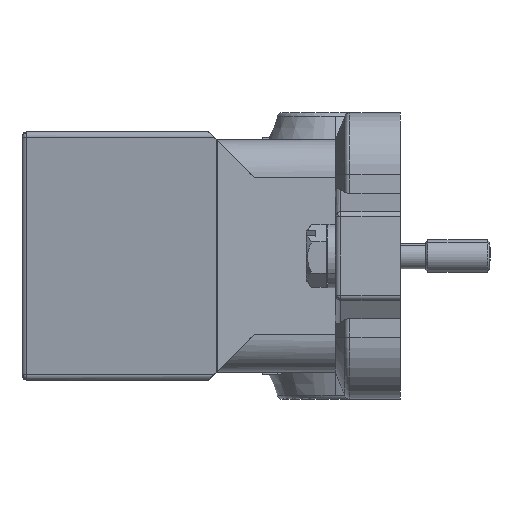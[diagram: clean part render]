
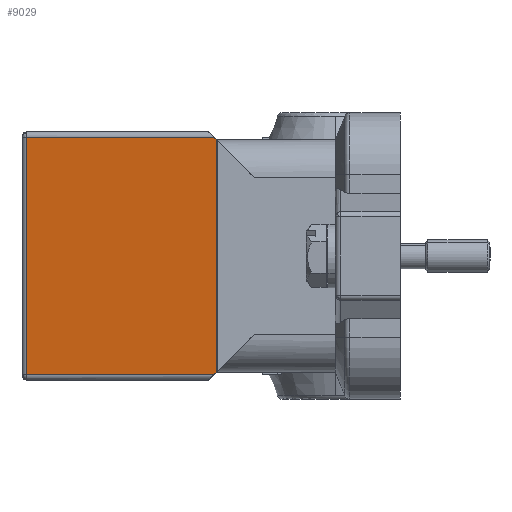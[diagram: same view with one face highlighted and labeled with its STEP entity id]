
A CAD part, left-side view. The second image highlights one B-rep face of the part: STEP entity #9029.
In plain terms, the highlighted planar face has unit normal (-0.985, 0.174, 0).
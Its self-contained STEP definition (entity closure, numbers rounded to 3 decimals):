
#1558=DIRECTION('',(0.124,0.702,-0.702));
#1559=VECTOR('',#1558,0.59);
#1560=CARTESIAN_POINT('',(-36.485,34.086,
-21.586));
#1561=LINE('',#1560,#1559);
#1643=DIRECTION('',(-0.124,-0.702,-0.702));
#1644=VECTOR('',#1643,0.59);
#1645=CARTESIAN_POINT('',(-36.412,34.5,22.));
#1646=LINE('',#1645,#1644);
#2159=DIRECTION('',(0.,0.,-1.));
#2160=VECTOR('',#2159,43.172);
#2161=CARTESIAN_POINT('',(-36.485,34.086,21.586));
#2162=LINE('',#2161,#2160);
#2168=DIRECTION('',(0.174,0.985,0.));
#2169=VECTOR('',#2168,35.209);
#2170=CARTESIAN_POINT('',(-36.412,34.5,
-22.));
#2171=LINE('',#2170,#2169);
#2193=DIRECTION('',(0.,0.,1.));
#2194=VECTOR('',#2193,44.);
#2195=CARTESIAN_POINT('',(-30.298,69.174,-22.));
#2196=LINE('',#2195,#2194);
#2331=DIRECTION('',(-0.174,-0.985,0.));
#2332=VECTOR('',#2331,35.209);
#2333=CARTESIAN_POINT('',(-30.298,69.174,22.));
#2334=LINE('',#2333,#2332);
#5770=CARTESIAN_POINT('',(-30.298,69.174,-22.));
#5771=CARTESIAN_POINT('',(-30.298,69.174,22.));
#5772=VERTEX_POINT('',#5770);
#5773=VERTEX_POINT('',#5771);
#5818=CARTESIAN_POINT('',(-36.485,34.086,21.586));
#5819=CARTESIAN_POINT('',(-36.485,34.086,
-21.586));
#5820=VERTEX_POINT('',#5818);
#5821=VERTEX_POINT('',#5819);
#5822=CARTESIAN_POINT('',(-36.412,34.5,
-22.));
#5823=VERTEX_POINT('',#5822);
#5824=CARTESIAN_POINT('',(-36.412,34.5,22.));
#5825=VERTEX_POINT('',#5824);
#9013=CARTESIAN_POINT('',(-30.152,70.,-23.));
#9014=DIRECTION('',(-0.985,0.174,0.));
#9015=DIRECTION('',(-0.174,-0.985,0.));
#9016=AXIS2_PLACEMENT_3D('',#9013,#9014,#9015);
#9017=PLANE('',#9016);
#9018=ORIENTED_EDGE('',*,*,#8141,.T.);
#9020=ORIENTED_EDGE('',*,*,#9019,.T.);
#9022=ORIENTED_EDGE('',*,*,#9021,.T.);
#9024=ORIENTED_EDGE('',*,*,#9023,.T.);
#9025=ORIENTED_EDGE('',*,*,#8243,.T.);
#9026=ORIENTED_EDGE('',*,*,#9007,.T.);
#9027=EDGE_LOOP('',(#9018,#9020,#9022,#9024,#9025,#9026));
#9028=FACE_OUTER_BOUND('',#9027,.F.);
#9029=ADVANCED_FACE('',(#9028),#9017,.T.);
#8141=EDGE_CURVE('',#5821,#5823,#1561,.T.);
#8243=EDGE_CURVE('',#5825,#5820,#1646,.T.);
#9007=EDGE_CURVE('',#5820,#5821,#2162,.T.);
#9019=EDGE_CURVE('',#5823,#5772,#2171,.T.);
#9021=EDGE_CURVE('',#5772,#5773,#2196,.T.);
#9023=EDGE_CURVE('',#5773,#5825,#2334,.T.);
